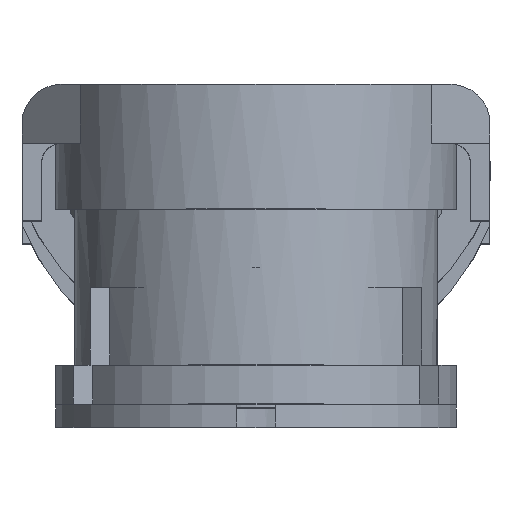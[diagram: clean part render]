
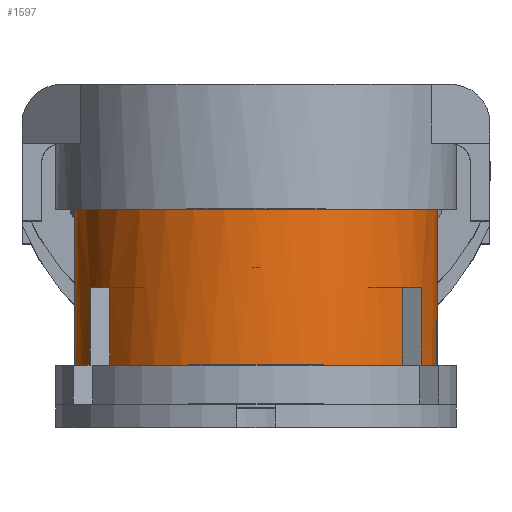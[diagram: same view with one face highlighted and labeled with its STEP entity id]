
A CAD part, top view. The second image highlights one B-rep face of the part: STEP entity #1597.
In plain terms, the highlighted cylindrical face has radius 1.181 mm (diameter 2.362 mm), a full revolution.
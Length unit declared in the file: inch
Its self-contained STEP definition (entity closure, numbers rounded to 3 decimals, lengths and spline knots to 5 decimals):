
#65 = VERTEX_POINT ( 'NONE', #372 ) ;
#108 = DIRECTION ( 'NONE',  ( 0., 1., 0. ) ) ;
#128 = EDGE_CURVE ( 'NONE', #343, #2808, #1007, .T. ) ;
#146 = LINE ( 'NONE', #2746, #939 ) ;
#162 = VERTEX_POINT ( 'NONE', #3755 ) ;
#224 = DIRECTION ( 'NONE',  ( 0., 1., 0. ) ) ;
#343 = VERTEX_POINT ( 'NONE', #2306 ) ;
#355 = VECTOR ( 'NONE', #4175, 39.37008 ) ;
#363 = CARTESIAN_POINT ( 'NONE',  ( 0., 0.032, 0. ) ) ;
#372 = CARTESIAN_POINT ( 'NONE',  ( -0.02745, 0.072, 0.03754 ) ) ;
#375 = CIRCLE ( 'NONE', #1161, 0.0465 ) ;
#427 = EDGE_CURVE ( 'NONE', #162, #2342, #1692, .T. ) ;
#431 = DIRECTION ( 'NONE',  ( 0., 1., 0. ) ) ;
#444 = DIRECTION ( 'NONE',  ( 0., -1., 0. ) ) ;
#456 = EDGE_CURVE ( 'NONE', #2808, #3411, #146, .T. ) ;
#459 = AXIS2_PLACEMENT_3D ( 'NONE', #1259, #975, #1877 ) ;
#588 = EDGE_CURVE ( 'NONE', #1889, #2342, #375, .T. ) ;
#720 = AXIS2_PLACEMENT_3D ( 'NONE', #1249, #1293, #2602 ) ;
#722 = CARTESIAN_POINT ( 'NONE',  ( 0.04623, 0.052, -0.005 ) ) ;
#772 = FACE_OUTER_BOUND ( 'NONE', #3191, .T. ) ;
#789 = AXIS2_PLACEMENT_3D ( 'NONE', #2230, #2251, #3187 ) ;
#807 = DIRECTION ( 'NONE',  ( 0., 1., 0. ) ) ;
#825 = LINE ( 'NONE', #2143, #986 ) ;
#826 = DIRECTION ( 'NONE',  ( 0., 0., 1. ) ) ;
#939 = VECTOR ( 'NONE', #444, 39.37008 ) ;
#975 = DIRECTION ( 'NONE',  ( 0., 1., 0. ) ) ;
#986 = VECTOR ( 'NONE', #108, 39.37008 ) ;
#994 = CARTESIAN_POINT ( 'NONE',  ( -0.01879, 0.072, 0.04254 ) ) ;
#1006 = CARTESIAN_POINT ( 'NONE',  ( -0.02745, 0.052, 0.03754 ) ) ;
#1007 = CIRCLE ( 'NONE', #4178, 0.0465 ) ;
#1107 = CARTESIAN_POINT ( 'NONE',  ( 0., 0.052, 0. ) ) ;
#1141 = VECTOR ( 'NONE', #4202, 39.37008 ) ;
#1151 = DIRECTION ( 'NONE',  ( 0., -1., 0. ) ) ;
#1161 = AXIS2_PLACEMENT_3D ( 'NONE', #1482, #1151, #2576 ) ;
#1249 = CARTESIAN_POINT ( 'NONE',  ( 0., 0.052, 0. ) ) ;
#1259 = CARTESIAN_POINT ( 'NONE',  ( 0., 0.072, 0. ) ) ;
#1293 = DIRECTION ( 'NONE',  ( 0., -1., 0. ) ) ;
#1372 = DIRECTION ( 'NONE',  ( 0., -1., 0. ) ) ;
#1482 = CARTESIAN_POINT ( 'NONE',  ( 0., 0.052, 0. ) ) ;
#1485 = ORIENTED_EDGE ( 'NONE', *, *, #3410, .F. ) ;
#1486 = LINE ( 'NONE', #2811, #355 ) ;
#1532 = ORIENTED_EDGE ( 'NONE', *, *, #2890, .F. ) ;
#1597 = ADVANCED_FACE ( 'NONE', ( #772, #2020 ), #2085, .T. ) ;
#1614 = LINE ( 'NONE', #2273, #1822 ) ;
#1691 = CIRCLE ( 'NONE', #4100, 0.0465 ) ;
#1692 = LINE ( 'NONE', #3359, #3365 ) ;
#1822 = VECTOR ( 'NONE', #224, 39.37008 ) ;
#1871 = ORIENTED_EDGE ( 'NONE', *, *, #128, .F. ) ;
#1877 = DIRECTION ( 'NONE',  ( 0., 0., 1. ) ) ;
#1885 = LINE ( 'NONE', #3172, #1141 ) ;
#1889 = VERTEX_POINT ( 'NONE', #722 ) ;
#1952 = EDGE_CURVE ( 'NONE', #2398, #2398, #2464, .T. ) ;
#1965 = CARTESIAN_POINT ( 'NONE',  ( -0.01879, 0.052, 0.04254 ) ) ;
#1984 = CARTESIAN_POINT ( 'NONE',  ( -0.01879, 0.072, -0.04254 ) ) ;
#1999 = CARTESIAN_POINT ( 'NONE',  ( -0.02745, 0.052, -0.03754 ) ) ;
#2020 = FACE_OUTER_BOUND ( 'NONE', #3415, .T. ) ;
#2040 = CARTESIAN_POINT ( 'NONE',  ( 0., 0.032, 0. ) ) ;
#2085 = CYLINDRICAL_SURFACE ( 'NONE', #2738, 0.0465 ) ;
#2104 = CARTESIAN_POINT ( 'NONE',  ( 0., 0.032, 0.0465 ) ) ;
#2143 = CARTESIAN_POINT ( 'NONE',  ( -0.02745, 0.032, -0.03754 ) ) ;
#2186 = EDGE_CURVE ( 'NONE', #2757, #65, #2740, .T. ) ;
#2230 = CARTESIAN_POINT ( 'NONE',  ( 0., 0.072, 0. ) ) ;
#2233 = VERTEX_POINT ( 'NONE', #1965 ) ;
#2251 = DIRECTION ( 'NONE',  ( 0., 1., 0. ) ) ;
#2273 = CARTESIAN_POINT ( 'NONE',  ( -0.01879, 0.032, 0.04254 ) ) ;
#2306 = CARTESIAN_POINT ( 'NONE',  ( 0.04623, 0.072, -0.005 ) ) ;
#2342 = VERTEX_POINT ( 'NONE', #3010 ) ;
#2360 = DIRECTION ( 'NONE',  ( 0., 1., 0. ) ) ;
#2398 = VERTEX_POINT ( 'NONE', #2104 ) ;
#2404 = ORIENTED_EDGE ( 'NONE', *, *, #3052, .F. ) ;
#2409 = DIRECTION ( 'NONE',  ( 0., -1., 0. ) ) ;
#2424 = DIRECTION ( 'NONE',  ( 0., 0., 1. ) ) ;
#2440 = CIRCLE ( 'NONE', #720, 0.0465 ) ;
#2453 = ORIENTED_EDGE ( 'NONE', *, *, #588, .T. ) ;
#2464 = CIRCLE ( 'NONE', #3574, 0.0465 ) ;
#2468 = ORIENTED_EDGE ( 'NONE', *, *, #3731, .F. ) ;
#2543 = ORIENTED_EDGE ( 'NONE', *, *, #4056, .T. ) ;
#2576 = DIRECTION ( 'NONE',  ( 0., 0., 1. ) ) ;
#2589 = ORIENTED_EDGE ( 'NONE', *, *, #2186, .F. ) ;
#2602 = DIRECTION ( 'NONE',  ( 0.866, 0., -0.5 ) ) ;
#2711 = ORIENTED_EDGE ( 'NONE', *, *, #456, .F. ) ;
#2738 = AXIS2_PLACEMENT_3D ( 'NONE', #363, #2360, #3414 ) ;
#2740 = CIRCLE ( 'NONE', #459, 0.0465 ) ;
#2746 = CARTESIAN_POINT ( 'NONE',  ( -0.01879, 0.032, -0.04254 ) ) ;
#2757 = VERTEX_POINT ( 'NONE', #3571 ) ;
#2808 = VERTEX_POINT ( 'NONE', #1984 ) ;
#2811 = CARTESIAN_POINT ( 'NONE',  ( 0.04623, 0.032, -0.005 ) ) ;
#2890 = EDGE_CURVE ( 'NONE', #3654, #2757, #825, .T. ) ;
#3010 = CARTESIAN_POINT ( 'NONE',  ( 0.04623, 0.052, 0.005 ) ) ;
#3052 = EDGE_CURVE ( 'NONE', #3830, #162, #3693, .T. ) ;
#3094 = ORIENTED_EDGE ( 'NONE', *, *, #4106, .T. ) ;
#3172 = CARTESIAN_POINT ( 'NONE',  ( -0.02745, 0.032, 0.03754 ) ) ;
#3187 = DIRECTION ( 'NONE',  ( 0., 0., 1. ) ) ;
#3191 = EDGE_LOOP ( 'NONE', ( #2711, #1871, #2468, #2453, #3469, #2404, #3594, #3094, #1485, #2589, #1532, #2543 ) ) ;
#3231 = CARTESIAN_POINT ( 'NONE',  ( -0.01879, 0.052, -0.04254 ) ) ;
#3359 = CARTESIAN_POINT ( 'NONE',  ( 0.04623, 0.032, 0.005 ) ) ;
#3365 = VECTOR ( 'NONE', #1372, 39.37008 ) ;
#3410 = EDGE_CURVE ( 'NONE', #65, #3601, #1885, .T. ) ;
#3411 = VERTEX_POINT ( 'NONE', #3231 ) ;
#3414 = DIRECTION ( 'NONE',  ( 0., 0., 1. ) ) ;
#3415 = EDGE_LOOP ( 'NONE', ( #4042 ) ) ;
#3469 = ORIENTED_EDGE ( 'NONE', *, *, #427, .F. ) ;
#3571 = CARTESIAN_POINT ( 'NONE',  ( -0.02745, 0.072, -0.03754 ) ) ;
#3574 = AXIS2_PLACEMENT_3D ( 'NONE', #2040, #431, #2424 ) ;
#3594 = ORIENTED_EDGE ( 'NONE', *, *, #4033, .F. ) ;
#3601 = VERTEX_POINT ( 'NONE', #1006 ) ;
#3654 = VERTEX_POINT ( 'NONE', #1999 ) ;
#3681 = DIRECTION ( 'NONE',  ( -0.866, 0., -0.5 ) ) ;
#3693 = CIRCLE ( 'NONE', #789, 0.0465 ) ;
#3731 = EDGE_CURVE ( 'NONE', #1889, #343, #1486, .T. ) ;
#3734 = CARTESIAN_POINT ( 'NONE',  ( 0., 0.072, 0. ) ) ;
#3755 = CARTESIAN_POINT ( 'NONE',  ( 0.04623, 0.072, 0.005 ) ) ;
#3830 = VERTEX_POINT ( 'NONE', #994 ) ;
#4033 = EDGE_CURVE ( 'NONE', #2233, #3830, #1614, .T. ) ;
#4042 = ORIENTED_EDGE ( 'NONE', *, *, #1952, .T. ) ;
#4056 = EDGE_CURVE ( 'NONE', #3654, #3411, #2440, .T. ) ;
#4100 = AXIS2_PLACEMENT_3D ( 'NONE', #1107, #2409, #3681 ) ;
#4106 = EDGE_CURVE ( 'NONE', #2233, #3601, #1691, .T. ) ;
#4175 = DIRECTION ( 'NONE',  ( 0., 1., 0. ) ) ;
#4178 = AXIS2_PLACEMENT_3D ( 'NONE', #3734, #807, #826 ) ;
#4202 = DIRECTION ( 'NONE',  ( 0., -1., 0. ) ) ;
